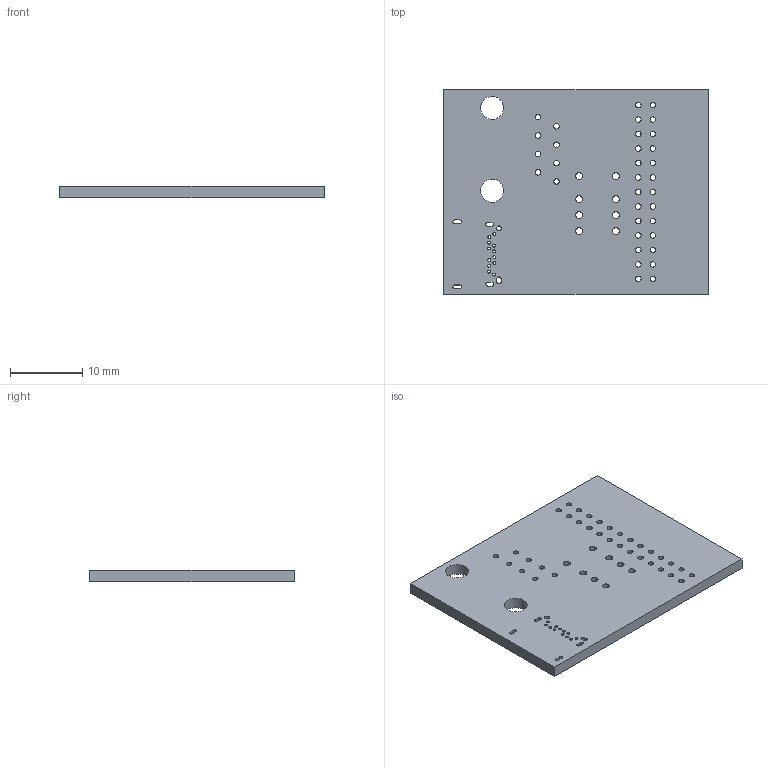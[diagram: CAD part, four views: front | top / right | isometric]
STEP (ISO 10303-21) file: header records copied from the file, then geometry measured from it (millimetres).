
FILE_DESCRIPTION(('KiCad electronic assembly'),'2;1');
FILE_NAME('HarnessBox.step','2022-06-16T17:57:35',('Pcbnew'),('Kicad'), 'Open CASCADE STEP processor 7.6','KiCad to STEP converter','Unknown' );
FILE_SCHEMA(('AUTOMOTIVE_DESIGN { 1 0 10303 214 1 1 1 1 }'));
Length unit declared in the file: millimetre
Products named in the file (2): HarnessBox 1; HarnessBox PCB
Assembly tree (1 placements, depth 2):
  HarnessBox 1
    HarnessBox PCB
Bounding box: 36.58 x 28.27 x 1.6 mm (x, y, z)
Volume: 1588.5 mm3; surface area: 2442.1 mm2
Topology: 1 solids, 1 shells, 83 faces, 243 edges, 162 vertices
Faces by surface type: cylinder 67, plane 16
Full cylindrical faces by diameter (mm): 0.4 x12, 0.65 x1, 0.75 x26, 0.76 x8, 0.95 x8, 3.2 x2
Entity records: 6687 total; most frequent: CARTESIAN_POINT 1780, DIRECTION 899, ORIENTED_EDGE 486, PCURVE 486, DEFINITIONAL_REPRESENTATION 486, LINE 461, VECTOR 461, EDGE_CURVE 243
